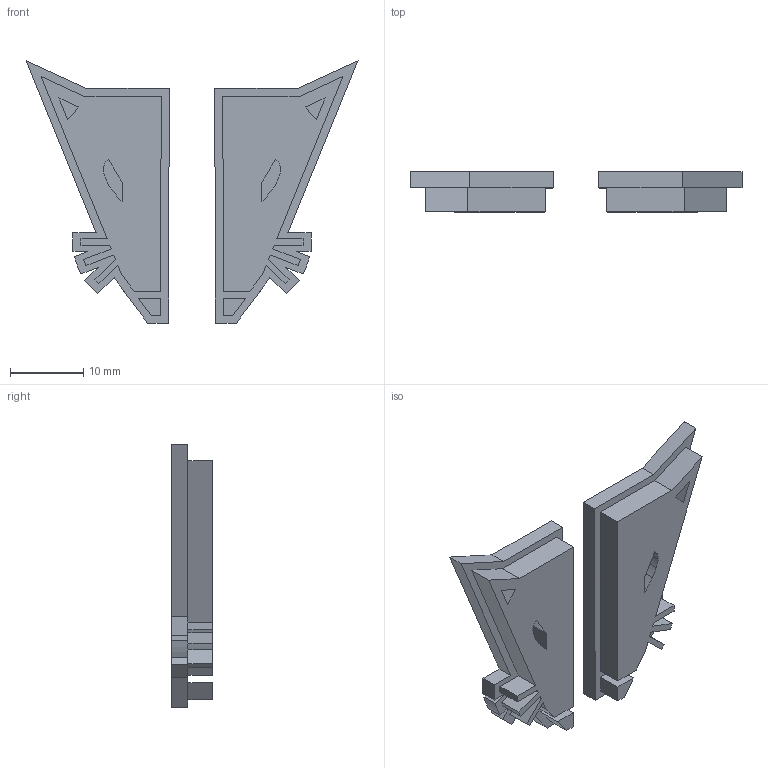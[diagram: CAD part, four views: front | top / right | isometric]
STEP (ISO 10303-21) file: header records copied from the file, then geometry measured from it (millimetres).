
FILE_DESCRIPTION(/* description */ (''),/* implementation_level */ '2;1');
FILE_NAME(/* name */ 'M6RatrigNuts.step',/* time_stamp */ '2021-11-01T15:32:53+01:00',/* author */ (''),/* organization */ (''),/* preprocessor_version */ 'ST-DEVELOPER v18.1',/* originating_system */ 'Autodesk Translation Framework v10.10.0.1391',/* authorisation */ '');
FILE_SCHEMA (('AUTOMOTIVE_DESIGN { 1 0 10303 214 3 1 1 }'));
Length unit declared in the file: millimetre
Products named in the file (2): enc_magnet_clip; RatLogo v1
Assembly tree (1 placements, depth 2):
  enc_magnet_clip
    RatLogo v1
Bounding box: 45.47 x 5.5 x 35.91 mm (x, y, z)
Volume: 3368.9 mm3; surface area: 3250.6 mm2
Topology: 2 solids, 2 shells, 142 faces, 384 edges, 256 vertices
Faces by surface type: plane 100, cylinder 38, bspline 4
Full cylindrical faces by diameter (mm): 5.035 x6
Entity records: 6261 total; most frequent: CARTESIAN_POINT 2625, ORIENTED_EDGE 768, DIRECTION 654, EDGE_CURVE 384, LINE 292, VECTOR 292, VERTEX_POINT 256, AXIS2_PLACEMENT_3D 181
